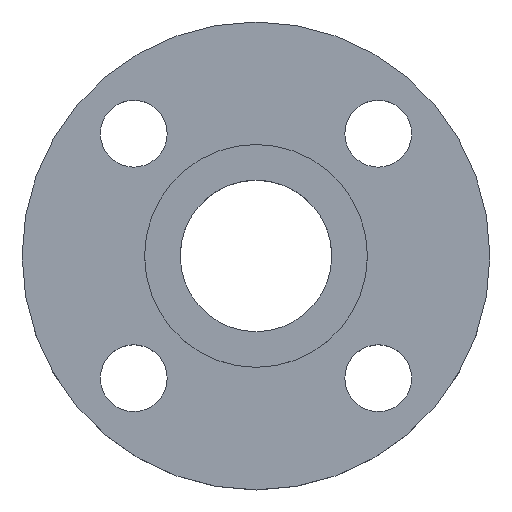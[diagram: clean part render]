
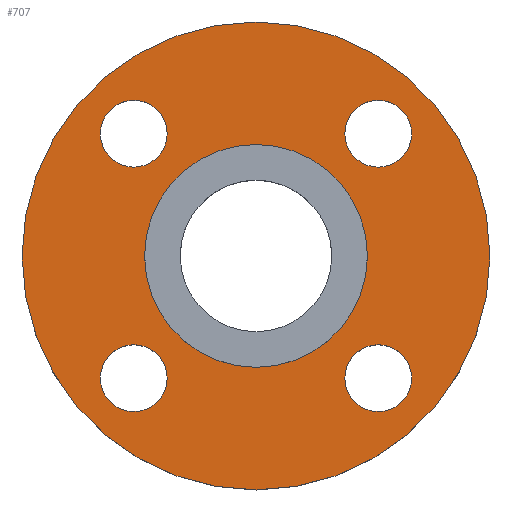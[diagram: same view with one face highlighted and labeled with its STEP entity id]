
A CAD part, top view. The second image highlights one B-rep face of the part: STEP entity #707.
In plain terms, the highlighted planar face has unit normal (0, 0, 1).
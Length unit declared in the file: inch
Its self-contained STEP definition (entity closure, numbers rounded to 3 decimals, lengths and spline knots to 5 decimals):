
#10 = ORIENTED_EDGE ( 'NONE', *, *, #329, .F. ) ;
#23 = DIRECTION ( 'NONE',  ( 0., 0., 1. ) ) ;
#26 = DIRECTION ( 'NONE',  ( 0., 0., -1. ) ) ;
#29 = AXIS2_PLACEMENT_3D ( 'NONE', #560, #26, #172 ) ;
#30 = AXIS2_PLACEMENT_3D ( 'NONE', #515, #70, #285 ) ;
#42 = ORIENTED_EDGE ( 'NONE', *, *, #475, .T. ) ;
#43 = ORIENTED_EDGE ( 'NONE', *, *, #438, .F. ) ;
#47 = AXIS2_PLACEMENT_3D ( 'NONE', #402, #286, #188 ) ;
#57 = AXIS2_PLACEMENT_3D ( 'NONE', #445, #63, #512 ) ;
#63 = DIRECTION ( 'NONE',  ( 0., 0., 1. ) ) ;
#70 = DIRECTION ( 'NONE',  ( 0., 0., -1. ) ) ;
#71 = AXIS2_PLACEMENT_3D ( 'NONE', #256, #270, #265 ) ;
#74 = VERTEX_POINT ( 'NONE', #278 ) ;
#82 = DIRECTION ( 'NONE',  ( 0., 1., 0. ) ) ;
#85 = PLANE ( 'NONE',  #131 ) ;
#88 = FACE_BOUND ( 'NONE', #547, .T. ) ;
#92 = CIRCLE ( 'NONE', #679, 0.375 ) ;
#97 = DIRECTION ( 'NONE',  ( 0., 0., 1. ) ) ;
#106 = CIRCLE ( 'NONE', #29, 1.25 ) ;
#111 = EDGE_CURVE ( 'NONE', #408, #590, #576, .T. ) ;
#114 = DIRECTION ( 'NONE',  ( 0., 0., 1. ) ) ;
#131 = AXIS2_PLACEMENT_3D ( 'NONE', #262, #305, #203 ) ;
#140 = CARTESIAN_POINT ( 'NONE',  ( -2.625, 0., -0.25 ) ) ;
#144 = EDGE_CURVE ( 'NONE', #345, #294, #690, .T. ) ;
#147 = CARTESIAN_POINT ( 'NONE',  ( -1.37179, -1.37179, -0.25 ) ) ;
#150 = DIRECTION ( 'NONE',  ( 0., 0., 1. ) ) ;
#172 = DIRECTION ( 'NONE',  ( 1., 0., 0. ) ) ;
#173 = ORIENTED_EDGE ( 'NONE', *, *, #227, .F. ) ;
#175 = CARTESIAN_POINT ( 'NONE',  ( 1.37179, -1.74679, -0.25 ) ) ;
#188 = DIRECTION ( 'NONE',  ( 0., 1., 0. ) ) ;
#191 = FACE_BOUND ( 'NONE', #533, .T. ) ;
#200 = CIRCLE ( 'NONE', #71, 0.375 ) ;
#201 = CARTESIAN_POINT ( 'NONE',  ( 2.625, 0., -0.25 ) ) ;
#203 = DIRECTION ( 'NONE',  ( 1., 0., 0. ) ) ;
#204 = CARTESIAN_POINT ( 'NONE',  ( 0.99679, 1.37179, -0.25 ) ) ;
#216 = CARTESIAN_POINT ( 'NONE',  ( 0., 0., -0.25 ) ) ;
#227 = EDGE_CURVE ( 'NONE', #590, #408, #614, .T. ) ;
#231 = VERTEX_POINT ( 'NONE', #580 ) ;
#233 = CARTESIAN_POINT ( 'NONE',  ( -1.74679, -1.37179, -0.25 ) ) ;
#251 = FACE_BOUND ( 'NONE', #627, .T. ) ;
#255 = CARTESIAN_POINT ( 'NONE',  ( 1.37179, -0.99679, -0.25 ) ) ;
#256 = CARTESIAN_POINT ( 'NONE',  ( 1.37179, 1.37179, -0.25 ) ) ;
#259 = FACE_OUTER_BOUND ( 'NONE', #552, .T. ) ;
#262 = CARTESIAN_POINT ( 'NONE',  ( 0., 0., -0.25 ) ) ;
#265 = DIRECTION ( 'NONE',  ( 1., 0., 0. ) ) ;
#268 = DIRECTION ( 'NONE',  ( 0., 0., 1. ) ) ;
#270 = DIRECTION ( 'NONE',  ( 0., 0., 1. ) ) ;
#274 = DIRECTION ( 'NONE',  ( 1., 0., 0. ) ) ;
#278 = CARTESIAN_POINT ( 'NONE',  ( -1.25, 0., -0.25 ) ) ;
#284 = AXIS2_PLACEMENT_3D ( 'NONE', #216, #268, #274 ) ;
#285 = DIRECTION ( 'NONE',  ( 1., 0., 0. ) ) ;
#286 = DIRECTION ( 'NONE',  ( 0., 0., 1. ) ) ;
#294 = VERTEX_POINT ( 'NONE', #204 ) ;
#297 = CIRCLE ( 'NONE', #578, 0.375 ) ;
#302 = DIRECTION ( 'NONE',  ( 0., -1., 0. ) ) ;
#305 = DIRECTION ( 'NONE',  ( 0., 0., 1. ) ) ;
#308 = VERTEX_POINT ( 'NONE', #140 ) ;
#309 = CIRCLE ( 'NONE', #30, 1.25 ) ;
#313 = DIRECTION ( 'NONE',  ( 0., -1., 0. ) ) ;
#314 = ORIENTED_EDGE ( 'NONE', *, *, #391, .T. ) ;
#325 = ORIENTED_EDGE ( 'NONE', *, *, #463, .F. ) ;
#329 = EDGE_CURVE ( 'NONE', #294, #345, #200, .T. ) ;
#342 = CIRCLE ( 'NONE', #588, 0.375 ) ;
#345 = VERTEX_POINT ( 'NONE', #607 ) ;
#350 = FACE_BOUND ( 'NONE', #702, .T. ) ;
#353 = DIRECTION ( 'NONE',  ( 0., 0., 1. ) ) ;
#358 = CARTESIAN_POINT ( 'NONE',  ( 1.37179, -1.37179, -0.25 ) ) ;
#361 = DIRECTION ( 'NONE',  ( 0., 0., 1. ) ) ;
#364 = ORIENTED_EDGE ( 'NONE', *, *, #684, .F. ) ;
#366 = VERTEX_POINT ( 'NONE', #432 ) ;
#375 = CARTESIAN_POINT ( 'NONE',  ( -1.37179, -1.37179, -0.25 ) ) ;
#378 = CARTESIAN_POINT ( 'NONE',  ( -1.37179, 0.99679, -0.25 ) ) ;
#385 = CARTESIAN_POINT ( 'NONE',  ( -1.37179, 1.74679, -0.25 ) ) ;
#387 = CIRCLE ( 'NONE', #497, 2.625 ) ;
#388 = ORIENTED_EDGE ( 'NONE', *, *, #144, .F. ) ;
#391 = EDGE_CURVE ( 'NONE', #683, #308, #436, .T. ) ;
#396 = DIRECTION ( 'NONE',  ( 1., 0., 0. ) ) ;
#400 = AXIS2_PLACEMENT_3D ( 'NONE', #147, #353, #685 ) ;
#402 = CARTESIAN_POINT ( 'NONE',  ( -1.37179, 1.37179, -0.25 ) ) ;
#408 = VERTEX_POINT ( 'NONE', #378 ) ;
#432 = CARTESIAN_POINT ( 'NONE',  ( -0.99679, -1.37179, -0.25 ) ) ;
#436 = CIRCLE ( 'NONE', #284, 2.625 ) ;
#438 = EDGE_CURVE ( 'NONE', #366, #648, #297, .T. ) ;
#442 = CARTESIAN_POINT ( 'NONE',  ( 1.37179, -1.37179, -0.25 ) ) ;
#443 = EDGE_LOOP ( 'NONE', ( #700, #43 ) ) ;
#445 = CARTESIAN_POINT ( 'NONE',  ( 1.37179, 1.37179, -0.25 ) ) ;
#457 = ORIENTED_EDGE ( 'NONE', *, *, #582, .T. ) ;
#461 = ORIENTED_EDGE ( 'NONE', *, *, #482, .T. ) ;
#463 = EDGE_CURVE ( 'NONE', #676, #556, #92, .T. ) ;
#475 = EDGE_CURVE ( 'NONE', #74, #231, #309, .T. ) ;
#482 = EDGE_CURVE ( 'NONE', #308, #683, #387, .T. ) ;
#497 = AXIS2_PLACEMENT_3D ( 'NONE', #674, #23, #396 ) ;
#512 = DIRECTION ( 'NONE',  ( 1., 0., 0. ) ) ;
#515 = CARTESIAN_POINT ( 'NONE',  ( 0., 0., -0.25 ) ) ;
#522 = CIRCLE ( 'NONE', #400, 0.375 ) ;
#533 = EDGE_LOOP ( 'NONE', ( #173, #573 ) ) ;
#547 = EDGE_LOOP ( 'NONE', ( #364, #325 ) ) ;
#552 = EDGE_LOOP ( 'NONE', ( #314, #461 ) ) ;
#556 = VERTEX_POINT ( 'NONE', #175 ) ;
#560 = CARTESIAN_POINT ( 'NONE',  ( 0., 0., -0.25 ) ) ;
#573 = ORIENTED_EDGE ( 'NONE', *, *, #111, .F. ) ;
#574 = FACE_BOUND ( 'NONE', #443, .T. ) ;
#576 = CIRCLE ( 'NONE', #47, 0.375 ) ;
#578 = AXIS2_PLACEMENT_3D ( 'NONE', #375, #114, #600 ) ;
#580 = CARTESIAN_POINT ( 'NONE',  ( 1.25, 0., -0.25 ) ) ;
#582 = EDGE_CURVE ( 'NONE', #231, #74, #106, .T. ) ;
#588 = AXIS2_PLACEMENT_3D ( 'NONE', #358, #361, #302 ) ;
#590 = VERTEX_POINT ( 'NONE', #385 ) ;
#600 = DIRECTION ( 'NONE',  ( -1., 0., 0. ) ) ;
#607 = CARTESIAN_POINT ( 'NONE',  ( 1.74679, 1.37179, -0.25 ) ) ;
#614 = CIRCLE ( 'NONE', #633, 0.375 ) ;
#627 = EDGE_LOOP ( 'NONE', ( #388, #10 ) ) ;
#633 = AXIS2_PLACEMENT_3D ( 'NONE', #689, #150, #82 ) ;
#648 = VERTEX_POINT ( 'NONE', #233 ) ;
#665 = EDGE_CURVE ( 'NONE', #648, #366, #522, .T. ) ;
#674 = CARTESIAN_POINT ( 'NONE',  ( 0., 0., -0.25 ) ) ;
#676 = VERTEX_POINT ( 'NONE', #255 ) ;
#679 = AXIS2_PLACEMENT_3D ( 'NONE', #442, #97, #313 ) ;
#683 = VERTEX_POINT ( 'NONE', #201 ) ;
#684 = EDGE_CURVE ( 'NONE', #556, #676, #342, .T. ) ;
#685 = DIRECTION ( 'NONE',  ( -1., 0., 0. ) ) ;
#689 = CARTESIAN_POINT ( 'NONE',  ( -1.37179, 1.37179, -0.25 ) ) ;
#690 = CIRCLE ( 'NONE', #57, 0.375 ) ;
#700 = ORIENTED_EDGE ( 'NONE', *, *, #665, .F. ) ;
#702 = EDGE_LOOP ( 'NONE', ( #457, #42 ) ) ;
#707 = ADVANCED_FACE ( 'NONE', ( #88, #574, #191, #251, #350, #259 ), #85, .T. ) ;
